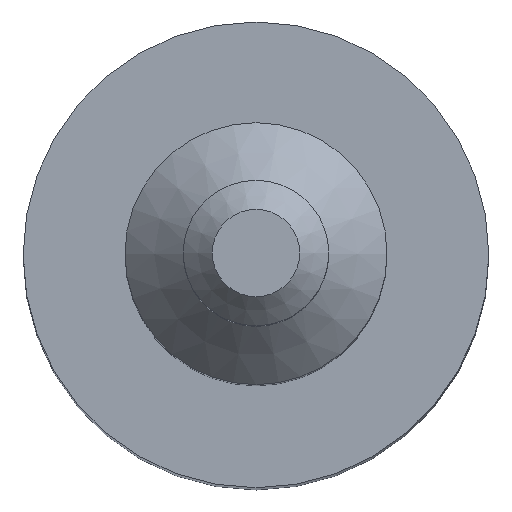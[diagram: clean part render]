
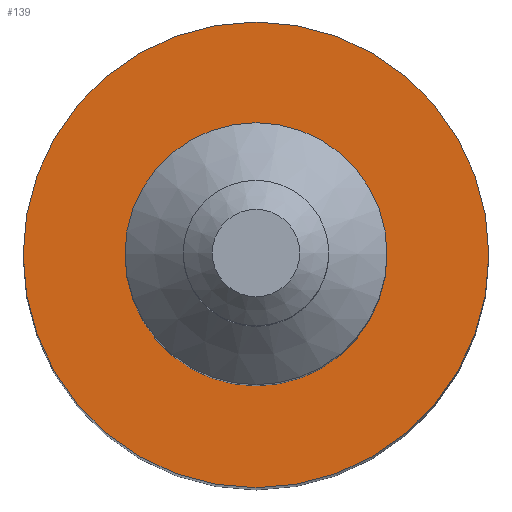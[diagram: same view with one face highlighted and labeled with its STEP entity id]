
A CAD part, top view. The second image highlights one B-rep face of the part: STEP entity #139.
In plain terms, the highlighted planar face has unit normal (0, 0, 1).
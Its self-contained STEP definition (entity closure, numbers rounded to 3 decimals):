
#14=PLANE($,#165);
#29=FACE_BOUND($,#61,.T.);
#30=FACE_BOUND($,#62,.T.);
#61=EDGE_LOOP($,(#116));
#62=EDGE_LOOP($,(#117));
#73=CIRCLE($,#161,2.25);
#74=CIRCLE($,#163,4.);
#84=VERTEX_POINT($,#241);
#85=VERTEX_POINT($,#244);
#95=EDGE_CURVE($,#84,#84,#73,.T.);
#96=EDGE_CURVE($,#85,#85,#74,.T.);
#116=ORIENTED_EDGE($,*,*,#95,.T.);
#117=ORIENTED_EDGE($,*,*,#96,.F.);
#139=ADVANCED_FACE($,(#29,#30),#14,.F.);
#161=AXIS2_PLACEMENT_3D($,#242,#203,#204);
#163=AXIS2_PLACEMENT_3D($,#245,#207,#208);
#165=AXIS2_PLACEMENT_3D($,#248,#211,#212);
#203=DIRECTION('center_axis',(0.,0.,-1.));
#204=DIRECTION('ref_axis',(-1.,0.,0.));
#207=DIRECTION('center_axis',(0.,0.,-1.));
#208=DIRECTION('ref_axis',(-1.,0.,0.));
#211=DIRECTION('center_axis',(0.,0.,-1.));
#212=DIRECTION('ref_axis',(-1.,0.,0.));
#241=CARTESIAN_POINT('',(2.25,0.,22.));
#242=CARTESIAN_POINT('Origin',(0.,0.,22.));
#244=CARTESIAN_POINT('',(4.,0.,22.));
#245=CARTESIAN_POINT('Origin',(0.,0.,22.));
#248=CARTESIAN_POINT('Origin',(0.,0.,22.));
